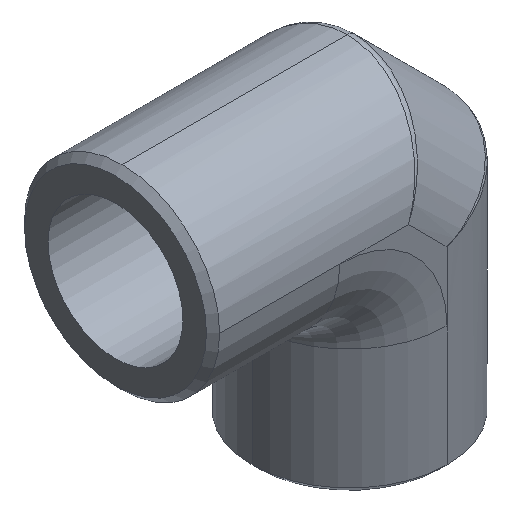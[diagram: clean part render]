
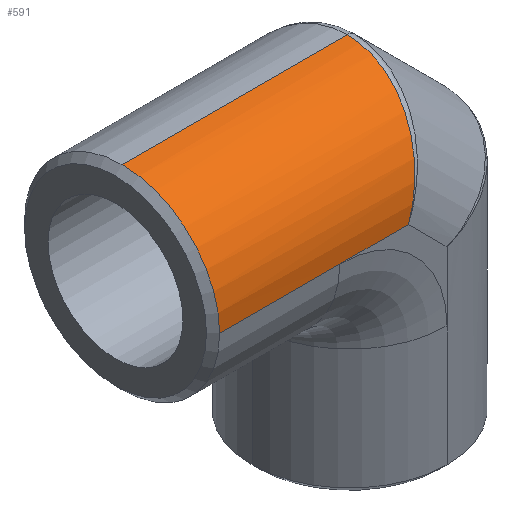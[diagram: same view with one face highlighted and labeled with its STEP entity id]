
A CAD part, isometric view. The second image highlights one B-rep face of the part: STEP entity #591.
In plain terms, the highlighted cylindrical face has radius 8.75 mm (diameter 17.5 mm), a partial arc.
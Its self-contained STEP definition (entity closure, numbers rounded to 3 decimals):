
#3 = EDGE_LOOP ( 'NONE', ( #710, #711, #712, #713, #714 ) ) ;
#43 = EDGE_CURVE ( 'NONE', #160, #144, #574, .T. ) ;
#46 = AXIS2_PLACEMENT_3D ( 'NONE', #192, #199, #200 ) ;
#55 = EDGE_CURVE ( 'NONE', #161, #158, #752, .T. ) ;
#56 = AXIS2_PLACEMENT_3D ( 'NONE', #344, #327, #331 ) ;
#112 = EDGE_CURVE ( 'NONE', #145, #158, #775, .T. ) ;
#115 = EDGE_CURVE ( 'NONE', #144, #161, #781, .T. ) ;
#120 = EDGE_CURVE ( 'NONE', #160, #145, #777, .T. ) ;
#144 = VERTEX_POINT ( 'NONE', #310 ) ;
#145 = VERTEX_POINT ( 'NONE', #295 ) ;
#158 = VERTEX_POINT ( 'NONE', #321 ) ;
#160 = VERTEX_POINT ( 'NONE', #323 ) ;
#161 = VERTEX_POINT ( 'NONE', #324 ) ;
#177 = CARTESIAN_POINT ( 'NONE',  ( -3.471, -8.75, 0. ) ) ;
#182 = CARTESIAN_POINT ( 'NONE',  ( -1.56, -8.75, 5.126 ) ) ;
#183 = CARTESIAN_POINT ( 'NONE',  ( -0.209, -5.126, 8.75 ) ) ;
#184 = CARTESIAN_POINT ( 'NONE',  ( -0.209, 0., 8.75 ) ) ;
#192 = CARTESIAN_POINT ( 'NONE',  ( -20.41, 0., 0. ) ) ;
#199 = DIRECTION ( 'NONE',  ( 1., 0., 0. ) ) ;
#200 = DIRECTION ( 'NONE',  ( 0., 0., -1. ) ) ;
#270 = CARTESIAN_POINT ( 'NONE',  ( -21., -8.75, 0. ) ) ;
#271 = DIRECTION ( 'NONE',  ( -1., 0., 0. ) ) ;
#272 = CARTESIAN_POINT ( 'NONE',  ( -21., 0., 8.75 ) ) ;
#273 = DIRECTION ( 'NONE',  ( -1., 0., 0. ) ) ;
#277 = CARTESIAN_POINT ( 'NONE',  ( -21., -8.75, 0. ) ) ;
#278 = DIRECTION ( 'NONE',  ( -1., 0., 0. ) ) ;
#295 = CARTESIAN_POINT ( 'NONE',  ( -9.625, -8.75, 0. ) ) ;
#310 = CARTESIAN_POINT ( 'NONE',  ( -0.209, 0., 8.75 ) ) ;
#321 = CARTESIAN_POINT ( 'NONE',  ( -20.41, -8.75, 0. ) ) ;
#323 = CARTESIAN_POINT ( 'NONE',  ( -3.471, -8.75, 0. ) ) ;
#324 = CARTESIAN_POINT ( 'NONE',  ( -20.41, 0., 8.75 ) ) ;
#327 = DIRECTION ( 'NONE',  ( 1., 0., 0. ) ) ;
#331 = DIRECTION ( 'NONE',  ( 0., 0., -1. ) ) ;
#344 = CARTESIAN_POINT ( 'NONE',  ( -21., 0., 0. ) ) ;
#574 =( BOUNDED_CURVE ( )  B_SPLINE_CURVE ( 3, ( #177, #182, #183, #184 ),
 .UNSPECIFIED., .F., .F. ) 
 B_SPLINE_CURVE_WITH_KNOTS ( ( 4, 4 ),
 ( 4.712, 6.283 ),
 .UNSPECIFIED. ) 
 CURVE ( )  GEOMETRIC_REPRESENTATION_ITEM ( )  RATIONAL_B_SPLINE_CURVE ( ( 1., 0.805, 0.805, 1. ) ) 
 REPRESENTATION_ITEM ( '' )  );
#591 = ADVANCED_FACE ( 'NONE', ( #800 ), #803, .T. ) ;
#710 = ORIENTED_EDGE ( 'NONE', *, *, #115, .T. ) ;
#711 = ORIENTED_EDGE ( 'NONE', *, *, #55, .T. ) ;
#712 = ORIENTED_EDGE ( 'NONE', *, *, #112, .F. ) ;
#713 = ORIENTED_EDGE ( 'NONE', *, *, #120, .F. ) ;
#714 = ORIENTED_EDGE ( 'NONE', *, *, #43, .T. ) ;
#752 = CIRCLE ( 'NONE', #46, 8.75 ) ;
#762 = VECTOR ( 'NONE', #271, 1000. ) ;
#775 = LINE ( 'NONE', #270, #762 ) ;
#777 = LINE ( 'NONE', #277, #779 ) ;
#779 = VECTOR ( 'NONE', #278, 1000. ) ;
#781 = LINE ( 'NONE', #272, #782 ) ;
#782 = VECTOR ( 'NONE', #273, 1000. ) ;
#800 = FACE_OUTER_BOUND ( 'NONE', #3, .T. ) ;
#803 = CYLINDRICAL_SURFACE ( 'NONE', #56, 8.75 ) ;
